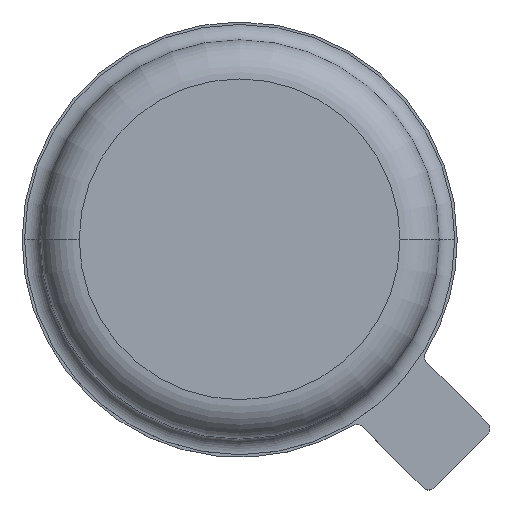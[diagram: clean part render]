
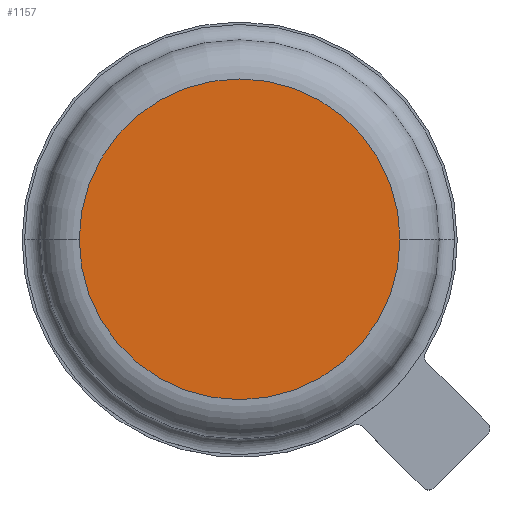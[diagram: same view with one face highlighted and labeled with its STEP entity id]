
A CAD part, top view. The second image highlights one B-rep face of the part: STEP entity #1157.
In plain terms, the highlighted planar face has unit normal (0, 0, 1).
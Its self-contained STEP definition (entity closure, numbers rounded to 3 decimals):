
#16 = VERTEX_POINT ( 'NONE', #775 ) ;
#51 = CARTESIAN_POINT ( 'NONE',  ( 95.926, 60.727, 2.67 ) ) ;
#52 = CIRCLE ( 'NONE', #1051, 2.05 ) ;
#76 = DIRECTION ( 'NONE',  ( 1., 0., 0. ) ) ;
#115 = CIRCLE ( 'NONE', #1237, 2.05 ) ;
#154 = DIRECTION ( 'NONE',  ( 0., 0., 1. ) ) ;
#223 = ORIENTED_EDGE ( 'NONE', *, *, #397, .T. ) ;
#237 = VERTEX_POINT ( 'NONE', #51 ) ;
#271 = PLANE ( 'NONE',  #1195 ) ;
#283 = FACE_OUTER_BOUND ( 'NONE', #648, .T. ) ;
#393 = DIRECTION ( 'NONE',  ( 1., 0., 0. ) ) ;
#397 = EDGE_CURVE ( 'NONE', #237, #16, #52, .T. ) ;
#482 = CARTESIAN_POINT ( 'NONE',  ( 97.976, 60.727, 2.67 ) ) ;
#500 = EDGE_CURVE ( 'NONE', #16, #237, #115, .T. ) ;
#550 = DIRECTION ( 'NONE',  ( 1., 0., 0. ) ) ;
#558 = CARTESIAN_POINT ( 'NONE',  ( 97.976, 60.727, 2.67 ) ) ;
#633 = ORIENTED_EDGE ( 'NONE', *, *, #500, .T. ) ;
#648 = EDGE_LOOP ( 'NONE', ( #633, #223 ) ) ;
#757 = DIRECTION ( 'NONE',  ( 0., 0., 1. ) ) ;
#775 = CARTESIAN_POINT ( 'NONE',  ( 100.026, 60.727, 2.67 ) ) ;
#779 = DIRECTION ( 'NONE',  ( 0., 0., 1. ) ) ;
#781 = CARTESIAN_POINT ( 'NONE',  ( 97.976, 60.727, 2.67 ) ) ;
#1051 = AXIS2_PLACEMENT_3D ( 'NONE', #558, #757, #550 ) ;
#1157 = ADVANCED_FACE ( 'NONE', ( #283 ), #271, .T. ) ;
#1195 = AXIS2_PLACEMENT_3D ( 'NONE', #482, #154, #76 ) ;
#1237 = AXIS2_PLACEMENT_3D ( 'NONE', #781, #779, #393 ) ;
